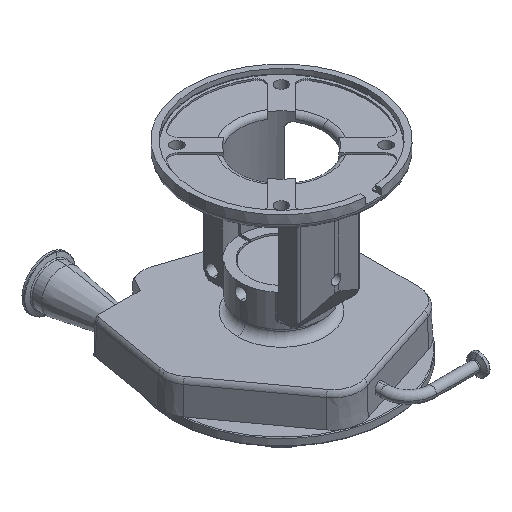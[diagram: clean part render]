
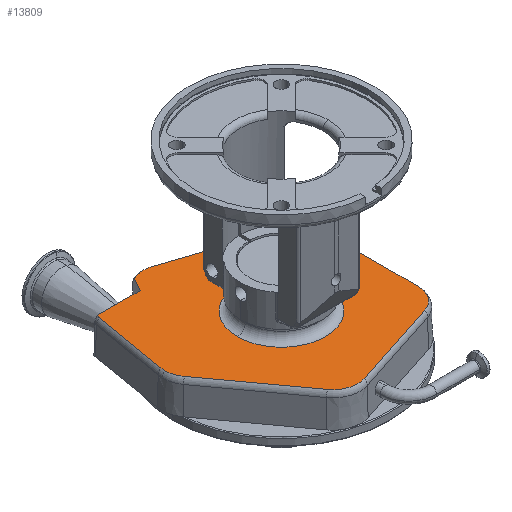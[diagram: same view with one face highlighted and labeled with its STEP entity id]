
A CAD part, isometric view. The second image highlights one B-rep face of the part: STEP entity #13809.
In plain terms, the highlighted planar face has unit normal (0, 0, 1).
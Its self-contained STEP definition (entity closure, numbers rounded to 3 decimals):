
#113 = VECTOR ( 'NONE', #3165, 1000. ) ;
#208 = EDGE_CURVE ( 'NONE', #238, #8595, #3447, .T. ) ;
#238 = VERTEX_POINT ( 'NONE', #4884 ) ;
#243 = LINE ( 'NONE', #3013, #7896 ) ;
#396 = EDGE_CURVE ( 'NONE', #10849, #3921, #243, .T. ) ;
#486 = CIRCLE ( 'NONE', #2055, 31.169 ) ;
#591 = EDGE_CURVE ( 'NONE', #3921, #7913, #1329, .T. ) ;
#803 = CIRCLE ( 'NONE', #9665, 7.141 ) ;
#828 = EDGE_CURVE ( 'NONE', #2534, #12277, #12724, .T. ) ;
#857 = CARTESIAN_POINT ( 'NONE',  ( 90.129, -88.128, -189. ) ) ;
#1008 = CARTESIAN_POINT ( 'NONE',  ( -42.176, 98.881, -189. ) ) ;
#1231 = DIRECTION ( 'NONE',  ( 0., 0., 1. ) ) ;
#1307 = EDGE_CURVE ( 'NONE', #8408, #10736, #1788, .T. ) ;
#1329 = CIRCLE ( 'NONE', #2222, 31.169 ) ;
#1428 = ORIENTED_EDGE ( 'NONE', *, *, #1307, .F. ) ;
#1450 = EDGE_CURVE ( 'NONE', #12277, #8408, #7192, .T. ) ;
#1480 = VECTOR ( 'NONE', #5812, 1000. ) ;
#1712 = VECTOR ( 'NONE', #8865, 1000. ) ;
#1714 = CARTESIAN_POINT ( 'NONE',  ( -55., 0., -189. ) ) ;
#1788 = CIRCLE ( 'NONE', #9759, 31.169 ) ;
#2055 = AXIS2_PLACEMENT_3D ( 'NONE', #9496, #8341, #12710 ) ;
#2129 = DIRECTION ( 'NONE',  ( 1., 0., 0. ) ) ;
#2222 = AXIS2_PLACEMENT_3D ( 'NONE', #3562, #4645, #3761 ) ;
#2223 = EDGE_CURVE ( 'NONE', #8693, #10849, #486, .T. ) ;
#2232 = CARTESIAN_POINT ( 'NONE',  ( -120.629, 106.114, -189. ) ) ;
#2304 = EDGE_CURVE ( 'NONE', #3173, #3036, #10290, .T. ) ;
#2534 = VERTEX_POINT ( 'NONE', #3875 ) ;
#2636 = DIRECTION ( 'NONE',  ( 0., 0., -1. ) ) ;
#3013 = CARTESIAN_POINT ( 'NONE',  ( -55.966, -112.948, -189. ) ) ;
#3036 = VERTEX_POINT ( 'NONE', #857 ) ;
#3118 = ORIENTED_EDGE ( 'NONE', *, *, #1450, .F. ) ;
#3134 = EDGE_CURVE ( 'NONE', #4495, #12962, #6605, .T. ) ;
#3165 = DIRECTION ( 'NONE',  ( -0.5, -0.866, 0. ) ) ;
#3173 = VERTEX_POINT ( 'NONE', #5467 ) ;
#3260 = DIRECTION ( 'NONE',  ( 0., 0., -1. ) ) ;
#3432 = LINE ( 'NONE', #10165, #1712 ) ;
#3439 = ORIENTED_EDGE ( 'NONE', *, *, #7887, .F. ) ;
#3447 = LINE ( 'NONE', #10035, #1480 ) ;
#3521 = CARTESIAN_POINT ( 'NONE',  ( 90.246, 88.09, -189. ) ) ;
#3562 = CARTESIAN_POINT ( 'NONE',  ( -105.659, 8.501, -189. ) ) ;
#3761 = DIRECTION ( 'NONE',  ( 1., 0., 0. ) ) ;
#3808 = ORIENTED_EDGE ( 'NONE', *, *, #7918, .F. ) ;
#3820 = CARTESIAN_POINT ( 'NONE',  ( -141.268, 339.257, -189. ) ) ;
#3851 = DIRECTION ( 'NONE',  ( 0., 0., 1. ) ) ;
#3875 = CARTESIAN_POINT ( 'NONE',  ( -54.056, 127.697, -189. ) ) ;
#3921 = VERTEX_POINT ( 'NONE', #6541 ) ;
#3924 = CARTESIAN_POINT ( 'NONE',  ( 0., 0., -189. ) ) ;
#4093 = CARTESIAN_POINT ( 'NONE',  ( -56.311, 126.782, -189. ) ) ;
#4102 = DIRECTION ( 'NONE',  ( 1., 0., 0. ) ) ;
#4167 = AXIS2_PLACEMENT_3D ( 'NONE', #10994, #1231, #4102 ) ;
#4306 = CARTESIAN_POINT ( 'NONE',  ( 80.497, -58.485, -189. ) ) ;
#4402 = AXIS2_PLACEMENT_3D ( 'NONE', #10693, #12982, #2129 ) ;
#4495 = VERTEX_POINT ( 'NONE', #10829 ) ;
#4645 = DIRECTION ( 'NONE',  ( 0., 0., -1. ) ) ;
#4882 = CARTESIAN_POINT ( 'NONE',  ( -55.966, -112.948, -189. ) ) ;
#4884 = CARTESIAN_POINT ( 'NONE',  ( -66., 110., -189. ) ) ;
#4920 = AXIS2_PLACEMENT_3D ( 'NONE', #13688, #10417, #4978 ) ;
#4978 = DIRECTION ( 'NONE',  ( 1., 0., 0. ) ) ;
#5185 = LINE ( 'NONE', #12037, #10385 ) ;
#5196 = FACE_BOUND ( 'NONE', #12398, .T. ) ;
#5452 = CARTESIAN_POINT ( 'NONE',  ( 111.666, 58.485, -189. ) ) ;
#5467 = CARTESIAN_POINT ( 'NONE',  ( 111.666, -58.485, -189. ) ) ;
#5594 = CIRCLE ( 'NONE', #4920, 31.169 ) ;
#5652 = CARTESIAN_POINT ( 'NONE',  ( -21.115, -124.274, -189. ) ) ;
#5712 = AXIS2_PLACEMENT_3D ( 'NONE', #4306, #10838, #8755 ) ;
#5732 = ORIENTED_EDGE ( 'NONE', *, *, #591, .F. ) ;
#5759 = EDGE_CURVE ( 'NONE', #3036, #8693, #5185, .T. ) ;
#5812 = DIRECTION ( 'NONE',  ( -1., 0., 0. ) ) ;
#5899 = ORIENTED_EDGE ( 'NONE', *, *, #10635, .T. ) ;
#6015 = CIRCLE ( 'NONE', #13324, 228.831 ) ;
#6122 = DIRECTION ( 'NONE',  ( 0.95, -0.313, 0. ) ) ;
#6475 = FACE_OUTER_BOUND ( 'NONE', #13277, .T. ) ;
#6541 = CARTESIAN_POINT ( 'NONE',  ( -130.877, -9.817, -189. ) ) ;
#6605 = LINE ( 'NONE', #8599, #12133 ) ;
#6845 = CARTESIAN_POINT ( 'NONE',  ( 80.497, 58.485, -189. ) ) ;
#7005 = DIRECTION ( 'NONE',  ( 1., 0., 0. ) ) ;
#7041 = CARTESIAN_POINT ( 'NONE',  ( -136.828, 8.501, -189. ) ) ;
#7049 = ORIENTED_EDGE ( 'NONE', *, *, #8507, .F. ) ;
#7192 = LINE ( 'NONE', #7257, #10237 ) ;
#7257 = CARTESIAN_POINT ( 'NONE',  ( 35.373, 106.16, -189. ) ) ;
#7529 = DIRECTION ( 'NONE',  ( -0.951, -0.309, 0. ) ) ;
#7748 = DIRECTION ( 'NONE',  ( 0.168, 0.986, 0. ) ) ;
#7859 = DIRECTION ( 'NONE',  ( -0.588, 0.809, 0. ) ) ;
#7868 = ORIENTED_EDGE ( 'NONE', *, *, #828, .F. ) ;
#7887 = EDGE_CURVE ( 'NONE', #10404, #2534, #6015, .T. ) ;
#7896 = VECTOR ( 'NONE', #7859, 1000. ) ;
#7913 = VERTEX_POINT ( 'NONE', #7041 ) ;
#7918 = EDGE_CURVE ( 'NONE', #12962, #8595, #803, .T. ) ;
#7987 = DIRECTION ( 'NONE',  ( 0., 0., 1. ) ) ;
#8188 = DIRECTION ( 'NONE',  ( -1., 0., 0. ) ) ;
#8240 = ORIENTED_EDGE ( 'NONE', *, *, #11898, .F. ) ;
#8303 = CIRCLE ( 'NONE', #4167, 55. ) ;
#8341 = DIRECTION ( 'NONE',  ( 0., 0., -1. ) ) ;
#8408 = VERTEX_POINT ( 'NONE', #3521 ) ;
#8445 = LINE ( 'NONE', #9675, #113 ) ;
#8507 = EDGE_CURVE ( 'NONE', #10066, #9567, #9306, .T. ) ;
#8595 = VERTEX_POINT ( 'NONE', #9804 ) ;
#8599 = CARTESIAN_POINT ( 'NONE',  ( -151.359, -74.059, -189. ) ) ;
#8693 = VERTEX_POINT ( 'NONE', #5652 ) ;
#8755 = DIRECTION ( 'NONE',  ( 1., 0., 0. ) ) ;
#8865 = DIRECTION ( 'NONE',  ( 0., -1., 0. ) ) ;
#8990 = DIRECTION ( 'NONE',  ( 1., 0., 0. ) ) ;
#9068 = ORIENTED_EDGE ( 'NONE', *, *, #2223, .F. ) ;
#9306 = CIRCLE ( 'NONE', #10663, 55. ) ;
#9496 = CARTESIAN_POINT ( 'NONE',  ( -30.747, -94.63, -189. ) ) ;
#9567 = VERTEX_POINT ( 'NONE', #1714 ) ;
#9626 = PLANE ( 'NONE',  #4402 ) ;
#9665 = AXIS2_PLACEMENT_3D ( 'NONE', #13564, #2636, #12492 ) ;
#9675 = CARTESIAN_POINT ( 'NONE',  ( -21.354, 187.329, -189. ) ) ;
#9759 = AXIS2_PLACEMENT_3D ( 'NONE', #6845, #11279, #8990 ) ;
#9804 = CARTESIAN_POINT ( 'NONE',  ( -118.603, 110., -189. ) ) ;
#9982 = ORIENTED_EDGE ( 'NONE', *, *, #396, .F. ) ;
#9983 = DIRECTION ( 'NONE',  ( 1., 0., 0. ) ) ;
#10035 = CARTESIAN_POINT ( 'NONE',  ( 0., 110., -189. ) ) ;
#10066 = VERTEX_POINT ( 'NONE', #11141 ) ;
#10165 = CARTESIAN_POINT ( 'NONE',  ( 111.666, -94.63, -189. ) ) ;
#10237 = VECTOR ( 'NONE', #6122, 1000. ) ;
#10290 = CIRCLE ( 'NONE', #5712, 31.169 ) ;
#10385 = VECTOR ( 'NONE', #7529, 1000. ) ;
#10404 = VERTEX_POINT ( 'NONE', #4093 ) ;
#10417 = DIRECTION ( 'NONE',  ( 0., 0., -1. ) ) ;
#10514 = ORIENTED_EDGE ( 'NONE', *, *, #2304, .F. ) ;
#10635 = EDGE_CURVE ( 'NONE', #10404, #238, #8445, .T. ) ;
#10663 = AXIS2_PLACEMENT_3D ( 'NONE', #3924, #3851, #7005 ) ;
#10693 = CARTESIAN_POINT ( 'NONE',  ( 0., 175., -189. ) ) ;
#10736 = VERTEX_POINT ( 'NONE', #5452 ) ;
#10829 = CARTESIAN_POINT ( 'NONE',  ( -136.384, 13.741, -189. ) ) ;
#10838 = DIRECTION ( 'NONE',  ( 0., 0., -1. ) ) ;
#10849 = VERTEX_POINT ( 'NONE', #4882 ) ;
#10994 = CARTESIAN_POINT ( 'NONE',  ( 0., 0., -189. ) ) ;
#11092 = ORIENTED_EDGE ( 'NONE', *, *, #3134, .F. ) ;
#11141 = CARTESIAN_POINT ( 'NONE',  ( 55., 0., -189. ) ) ;
#11279 = DIRECTION ( 'NONE',  ( 0., 0., -1. ) ) ;
#11465 = CARTESIAN_POINT ( 'NONE',  ( -32.427, 128.486, -189. ) ) ;
#11898 = EDGE_CURVE ( 'NONE', #7913, #4495, #5594, .T. ) ;
#12037 = CARTESIAN_POINT ( 'NONE',  ( -21.115, -124.274, -189. ) ) ;
#12133 = VECTOR ( 'NONE', #7748, 1000. ) ;
#12208 = ORIENTED_EDGE ( 'NONE', *, *, #5759, .F. ) ;
#12277 = VERTEX_POINT ( 'NONE', #11465 ) ;
#12398 = EDGE_LOOP ( 'NONE', ( #7049, #14080 ) ) ;
#12492 = DIRECTION ( 'NONE',  ( 1., 0., 0. ) ) ;
#12710 = DIRECTION ( 'NONE',  ( 1., 0., 0. ) ) ;
#12724 = CIRCLE ( 'NONE', #14085, 31.169 ) ;
#12741 = EDGE_CURVE ( 'NONE', #9567, #10066, #8303, .T. ) ;
#12962 = VERTEX_POINT ( 'NONE', #2232 ) ;
#12982 = DIRECTION ( 'NONE',  ( 0., 0., 1. ) ) ;
#13019 = ORIENTED_EDGE ( 'NONE', *, *, #13090, .F. ) ;
#13090 = EDGE_CURVE ( 'NONE', #10736, #3173, #3432, .T. ) ;
#13277 = EDGE_LOOP ( 'NONE', ( #3439, #5899, #13452, #3808, #11092, #8240, #5732, #9982, #9068, #12208, #10514, #13019, #1428, #3118, #7868 ) ) ;
#13324 = AXIS2_PLACEMENT_3D ( 'NONE', #3820, #7987, #8188 ) ;
#13452 = ORIENTED_EDGE ( 'NONE', *, *, #208, .T. ) ;
#13564 = CARTESIAN_POINT ( 'NONE',  ( -113.59, 104.914, -189. ) ) ;
#13688 = CARTESIAN_POINT ( 'NONE',  ( -105.659, 8.501, -189. ) ) ;
#13809 = ADVANCED_FACE ( 'NONE', ( #5196, #6475 ), #9626, .T. ) ;
#14080 = ORIENTED_EDGE ( 'NONE', *, *, #12741, .F. ) ;
#14085 = AXIS2_PLACEMENT_3D ( 'NONE', #1008, #3260, #9983 ) ;
